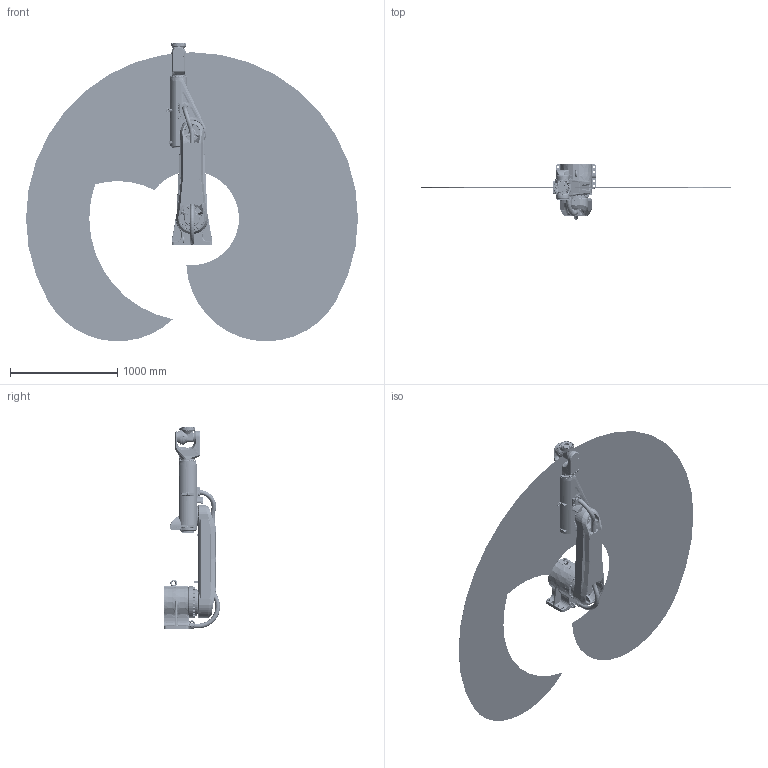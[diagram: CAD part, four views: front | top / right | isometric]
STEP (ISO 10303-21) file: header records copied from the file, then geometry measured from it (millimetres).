
FILE_DESCRIPTION(/* description */ (''),/* implementation_level */ '2;1');
FILE_NAME(/* name */ '3D-model_AT_30005.stp',/* time_stamp */ '2023-04-13T10:09:59+02:00',/* author */ ('tim.stocker'),/* organization */ (''),/* preprocessor_version */ 'ST-DEVELOPER v16.5',/* originating_system */ 'Autodesk Inventor 2017',/* authorisation */ '');
FILE_SCHEMA (('AUTOMOTIVE_DESIGN { 1 0 10303 214 3 1 1 }'));
Products named in the file (8): MT_WST00114050 Dummy Grundgestell; MT_WST00105762 Schwinge; MT_WST00112367 Schulter; MT_WST00112366 Handachse; DIN 580 - M8; MT_WST00112079 Kabel; MT_WST00112390 Arbeitsbereich
Assembly tree (7 placements, depth 2):
   
    MT_WST00114050 Dummy Grundgestell
    MT_WST00105762 Schwinge
    MT_WST00112367 Schulter
    MT_WST00112366 Handachse
    DIN 580 - M8
    MT_WST00112079 Kabel
    MT_WST00112390 Arbeitsbereich
Bounding box: 3093.08 x 522.06 x 2782.41 mm (x, y, z)
Volume: 85589223.7 mm3; surface area: 14330982.5 mm2
Topology: 7 solids, 15 shells, 4438 faces, 10931 edges, 6762 vertices
Faces by surface type: plane 1329, bspline 1265, cylinder 1101, torus 397, cone 235, sphere 111
Full cylindrical faces by diameter (mm): 2.459 x4, 3 x1, 3.242 x4, 3.8 x2, 4 x5, 4.134 x8, 4.5 x2, 4.917 x11, 6 x1, 6.3 x2, 6.6 x1, 6.647 x18, 7 x1, 7.6 x4, 7.8 x1, 8 x2, 8.5 x21, 9.5 x16, 9.9 x7, 10 x31, 10.106 x8, 11.5 x2, 11.6 x4, 12 x8, 13 x10, 15 x2, 16 x37, 18 x58, 18.072 x2, 18.237 x4
Entity records: 227250 total; most frequent: CARTESIAN_POINT 128638, ORIENTED_EDGE 19792, DIRECTION 18256, EDGE_CURVE 9896, AXIS2_PLACEMENT_3D 7622, VERTEX_POINT 6508, EDGE_LOOP 5512, FACE_OUTER_BOUND 4438
